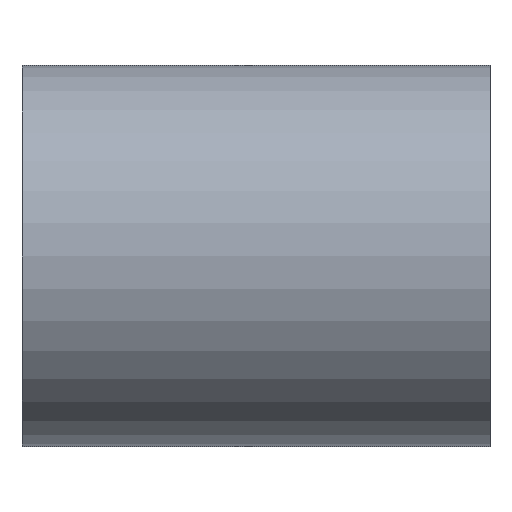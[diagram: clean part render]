
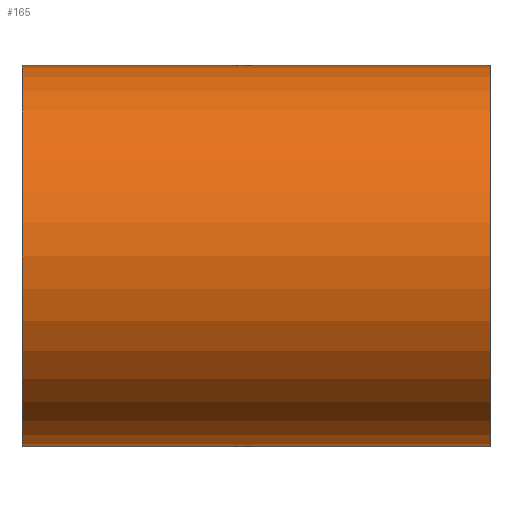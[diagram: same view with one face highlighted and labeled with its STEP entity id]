
A CAD part, left-side view. The second image highlights one B-rep face of the part: STEP entity #165.
In plain terms, the highlighted cylindrical face has radius 10 mm (diameter 20 mm), a partial arc.
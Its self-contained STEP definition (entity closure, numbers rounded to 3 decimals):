
#1 = DIRECTION ( 'NONE',  ( 0., 0., -1. ) ) ;
#2 = DIRECTION ( 'NONE',  ( 0., -1., 0. ) ) ;
#3 = CARTESIAN_POINT ( 'NONE',  ( 0., 0., -10. ) ) ;
#9 = DIRECTION ( 'NONE',  ( 0., -1., 0. ) ) ;
#14 = CARTESIAN_POINT ( 'NONE',  ( 0., 0., 0. ) ) ;
#21 = CARTESIAN_POINT ( 'NONE',  ( 0., 0., 10. ) ) ;
#24 = CARTESIAN_POINT ( 'NONE',  ( 0., 0., 10. ) ) ;
#25 = CARTESIAN_POINT ( 'NONE',  ( 0., 24.55, -10. ) ) ;
#46 = DIRECTION ( 'NONE',  ( 0., -1., 0. ) ) ;
#52 = DIRECTION ( 'NONE',  ( 0., -1., 0. ) ) ;
#60 = DIRECTION ( 'NONE',  ( 0., -1., 0. ) ) ;
#66 = CARTESIAN_POINT ( 'NONE',  ( 0., 0., -10. ) ) ;
#69 = DIRECTION ( 'NONE',  ( 0., 0., -1. ) ) ;
#72 = CARTESIAN_POINT ( 'NONE',  ( 0., 0., 0. ) ) ;
#77 = CARTESIAN_POINT ( 'NONE',  ( 0., 24.55, 0. ) ) ;
#79 = CARTESIAN_POINT ( 'NONE',  ( 0., 24.55, 10. ) ) ;
#82 = DIRECTION ( 'NONE',  ( 0., 0., -1. ) ) ;
#95 = CIRCLE ( 'NONE', #187, 10. ) ;
#104 = LINE ( 'NONE', #24, #114 ) ;
#111 = LINE ( 'NONE', #3, #120 ) ;
#114 = VECTOR ( 'NONE', #52, 1000. ) ;
#116 = ORIENTED_EDGE ( 'NONE', *, *, #207, .F. ) ;
#120 = VECTOR ( 'NONE', #46, 1000. ) ;
#121 = VERTEX_POINT ( 'NONE', #25 ) ;
#129 = ORIENTED_EDGE ( 'NONE', *, *, #192, .T. ) ;
#132 = EDGE_LOOP ( 'NONE', ( #154, #144, #129, #116 ) ) ;
#137 = FACE_OUTER_BOUND ( 'NONE', #132, .T. ) ;
#144 = ORIENTED_EDGE ( 'NONE', *, *, #199, .T. ) ;
#147 = VERTEX_POINT ( 'NONE', #21 ) ;
#154 = ORIENTED_EDGE ( 'NONE', *, *, #190, .F. ) ;
#156 = VERTEX_POINT ( 'NONE', #79 ) ;
#158 = CIRCLE ( 'NONE', #204, 10. ) ;
#160 = VERTEX_POINT ( 'NONE', #66 ) ;
#161 = CYLINDRICAL_SURFACE ( 'NONE', #179, 10. ) ;
#165 = ADVANCED_FACE ( 'NONE', ( #137 ), #161, .T. ) ;
#179 = AXIS2_PLACEMENT_3D ( 'NONE', #72, #2, #1 ) ;
#187 = AXIS2_PLACEMENT_3D ( 'NONE', #14, #60, #69 ) ;
#190 = EDGE_CURVE ( 'NONE', #156, #147, #104, .T. ) ;
#192 = EDGE_CURVE ( 'NONE', #121, #160, #111, .T. ) ;
#199 = EDGE_CURVE ( 'NONE', #156, #121, #158, .T. ) ;
#204 = AXIS2_PLACEMENT_3D ( 'NONE', #77, #9, #82 ) ;
#207 = EDGE_CURVE ( 'NONE', #147, #160, #95, .T. ) ;
